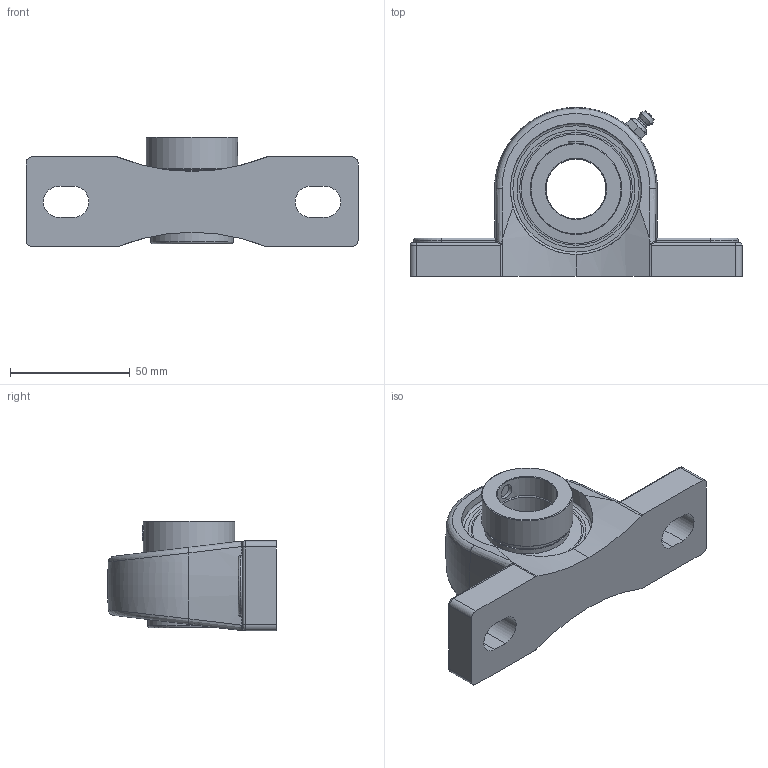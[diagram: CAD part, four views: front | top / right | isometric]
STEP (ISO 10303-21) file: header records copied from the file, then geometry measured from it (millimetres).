
FILE_DESCRIPTION(('HOOPS Exchange Step'),'2;1');
FILE_NAME('export-345E0FBE-0880-4B3B-960C-100D1DA3B278.stp','2019-12-13T13:51:17-08:00',('ibuslach'),('Alibre'),'HOOPS Exchange 2019.2','Alibre','Unknown authorisation');
FILE_SCHEMA( ('AP242_MANAGED_MODEL_BASED_3D_ENGINEERING_MIM_LF {1 0 10303 442 1 1 4 }') );
Length unit declared in the file: centimetre
Products named in the file (8): MRN SP 205; UCP ZERK 5mm; SHC 204 SS; SHC 205 RACE; SHC 205 COLLAR; SHC 205 SHIELD; MRN SHC 205; MRN SHCP 205
Assembly tree (7 placements, depth 3):
  MRN SHCP 205
    MRN SP 205
    UCP ZERK 5mm
    MRN SHC 205
      SHC 204 SS
      SHC 205 RACE
      SHC 205 COLLAR
      SHC 205 SHIELD
Bounding box: 138.5 x 70.47 x 45.71 mm (x, y, z)
Volume: 127613.3 mm3; surface area: 49500.3 mm2
Topology: 16 solids, 16 shells, 213 faces, 564 edges, 363 vertices
Faces by surface type: cylinder 70, plane 65, torus 24, cone 19, bspline 18, sphere 17
Full cylindrical faces by diameter (mm): 1.507 x2, 5 x2, 6.35 x3, 25 x2, 30.48 x2, 34.519 x2, 34.525 x2, 35.535 x2, 38.1 x1, 44.45 x2, 45.72 x2, 46.99 x2, 54.712 x2
Entity records: 13993 total; most frequent: CARTESIAN_POINT 8586, DIRECTION 1120, ORIENTED_EDGE 1078, EDGE_CURVE 539, AXIS2_PLACEMENT_3D 473, VERTEX_POINT 363, EDGE_LOOP 242, FACE_BOUND 242
